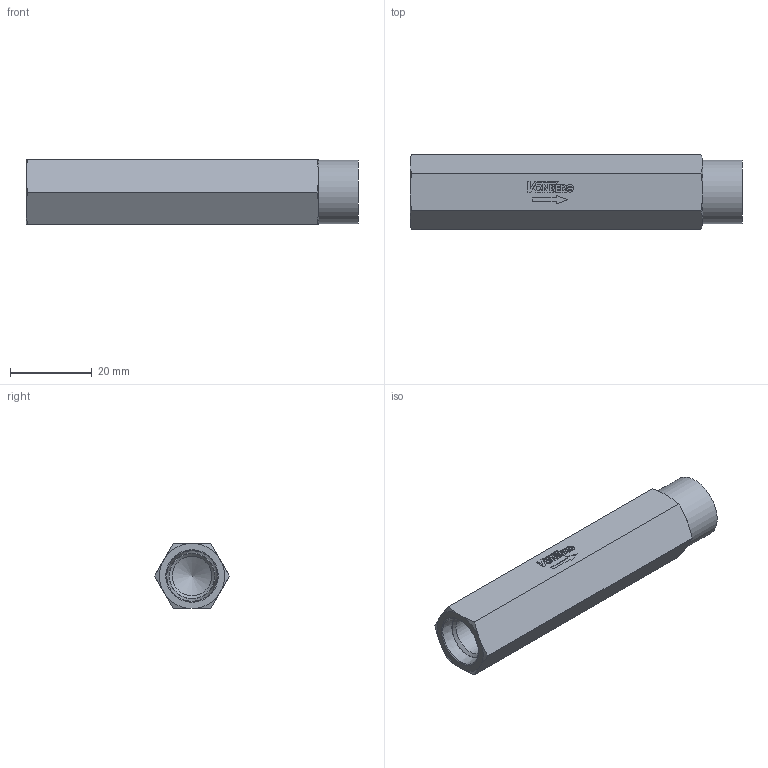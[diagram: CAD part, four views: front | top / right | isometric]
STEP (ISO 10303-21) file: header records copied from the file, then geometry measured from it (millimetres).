
FILE_DESCRIPTION((''),'2;1');
FILE_NAME('40300-204.stp','2015-01-08T12:56:01',('jml'),(''),'Autodesk Inventor 2010','Autodesk Inventor 2010','');
FILE_SCHEMA(('AUTOMOTIVE_DESIGN { 1 0 10303 214 1 1 1 1 }'));
Length unit declared in the file: inch
Products named in the file (1): 40300-204
Bounding box: 81.28 x 18.33 x 15.88 mm (x, y, z)
Volume: 11390 mm3; surface area: 7101.7 mm2
Topology: 1 solids, 1 shells, 131 faces, 336 edges, 223 vertices
Faces by surface type: plane 94, cylinder 18, cone 17, torus 2
Full cylindrical faces by diameter (mm): 1.044 x1, 9.728 x1, 10.312 x1, 15.494 x1
Entity records: 3962 total; most frequent: CARTESIAN_POINT 720, ORIENTED_EDGE 642, DIRECTION 616, EDGE_CURVE 321, VECTOR 242, LINE 242, VERTEX_POINT 219, AXIS2_PLACEMENT_3D 187
